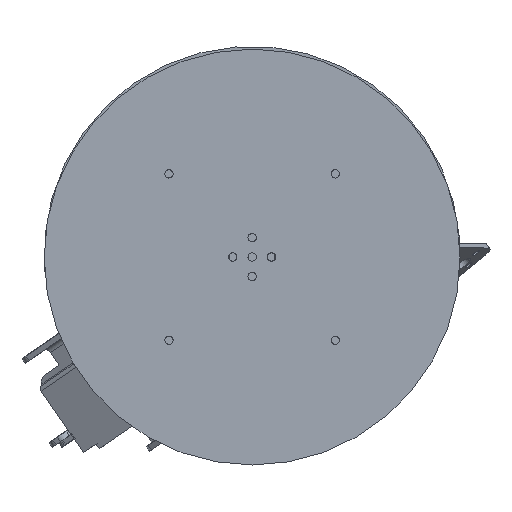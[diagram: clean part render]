
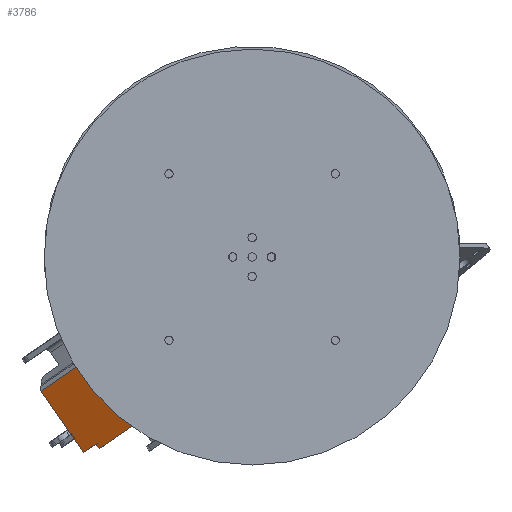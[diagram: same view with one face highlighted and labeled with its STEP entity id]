
A CAD part, front view. The second image highlights one B-rep face of the part: STEP entity #3786.
In plain terms, the highlighted face is planar.
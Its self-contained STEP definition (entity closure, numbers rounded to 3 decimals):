
#160 = VECTOR ( 'NONE', #3479, 1000. ) ;
#361 = VERTEX_POINT ( 'NONE', #14779 ) ;
#678 = VERTEX_POINT ( 'NONE', #12074 ) ;
#1073 = AXIS2_PLACEMENT_3D ( 'NONE', #11608, #19006, #2296 ) ;
#1352 = ORIENTED_EDGE ( 'NONE', *, *, #9485, .T. ) ;
#2035 = ORIENTED_EDGE ( 'NONE', *, *, #15596, .F. ) ;
#2117 = DIRECTION ( 'NONE',  ( 0., 0., -1. ) ) ;
#2224 = VERTEX_POINT ( 'NONE', #17697 ) ;
#2296 = DIRECTION ( 'NONE',  ( 0., 0., -1. ) ) ;
#2310 = VECTOR ( 'NONE', #10214, 1000. ) ;
#2384 = DIRECTION ( 'NONE',  ( 0., 0., -1. ) ) ;
#2990 = DIRECTION ( 'NONE',  ( 0., 1., 0. ) ) ;
#3479 = DIRECTION ( 'NONE',  ( 0., 0., -1. ) ) ;
#3786 = ADVANCED_FACE ( 'NONE', ( #4148 ), #3909, .T. ) ;
#3909 = PLANE ( 'NONE',  #1073 ) ;
#4148 = FACE_OUTER_BOUND ( 'NONE', #11812, .T. ) ;
#4487 = LINE ( 'NONE', #12055, #2310 ) ;
#4838 = CARTESIAN_POINT ( 'NONE',  ( 10., 29., 10.5 ) ) ;
#4889 = VERTEX_POINT ( 'NONE', #13883 ) ;
#4897 = VERTEX_POINT ( 'NONE', #21285 ) ;
#6008 = VECTOR ( 'NONE', #20062, 1000. ) ;
#7038 = CARTESIAN_POINT ( 'NONE',  ( 10., 31., 10.5 ) ) ;
#7624 = CARTESIAN_POINT ( 'NONE',  ( 10., 29., 10.5 ) ) ;
#8088 = ORIENTED_EDGE ( 'NONE', *, *, #16136, .T. ) ;
#8109 = VECTOR ( 'NONE', #2990, 1000. ) ;
#8820 = ORIENTED_EDGE ( 'NONE', *, *, #20187, .F. ) ;
#8869 = CARTESIAN_POINT ( 'NONE',  ( 10., 31., -14.5 ) ) ;
#9485 = EDGE_CURVE ( 'NONE', #678, #20877, #21508, .T. ) ;
#10214 = DIRECTION ( 'NONE',  ( 0., 0., 1. ) ) ;
#11108 = ORIENTED_EDGE ( 'NONE', *, *, #22712, .F. ) ;
#11417 = LINE ( 'NONE', #18825, #13084 ) ;
#11608 = CARTESIAN_POINT ( 'NONE',  ( 10., 0., 20.5 ) ) ;
#11812 = EDGE_LOOP ( 'NONE', ( #2035, #8088, #17462, #1352, #17625, #21624, #11108, #8820 ) ) ;
#12055 = CARTESIAN_POINT ( 'NONE',  ( 10., 2., 10.25 ) ) ;
#12074 = CARTESIAN_POINT ( 'NONE',  ( 10., 29., -14.5 ) ) ;
#12354 = VECTOR ( 'NONE', #2384, 1000. ) ;
#12874 = VECTOR ( 'NONE', #15352, 1000. ) ;
#13084 = VECTOR ( 'NONE', #2117, 1000. ) ;
#13624 = LINE ( 'NONE', #21037, #12354 ) ;
#13883 = CARTESIAN_POINT ( 'NONE',  ( 10., 29., 20.5 ) ) ;
#14119 = VECTOR ( 'NONE', #18219, 1000. ) ;
#14490 = CARTESIAN_POINT ( 'NONE',  ( 10., 0., 20.5 ) ) ;
#14779 = CARTESIAN_POINT ( 'NONE',  ( 10., 31., 10.5 ) ) ;
#15285 = VERTEX_POINT ( 'NONE', #20476 ) ;
#15352 = DIRECTION ( 'NONE',  ( 0., 1., 0. ) ) ;
#15596 = EDGE_CURVE ( 'NONE', #15285, #4897, #4487, .T. ) ;
#15921 = CARTESIAN_POINT ( 'NONE',  ( 10., 0., -20.5 ) ) ;
#16136 = EDGE_CURVE ( 'NONE', #15285, #2224, #21595, .T. ) ;
#17462 = ORIENTED_EDGE ( 'NONE', *, *, #23392, .F. ) ;
#17514 = EDGE_CURVE ( 'NONE', #21410, #361, #21629, .T. ) ;
#17625 = ORIENTED_EDGE ( 'NONE', *, *, #20124, .F. ) ;
#17697 = CARTESIAN_POINT ( 'NONE',  ( 10., 29., -20.5 ) ) ;
#18219 = DIRECTION ( 'NONE',  ( 0., 1., 0. ) ) ;
#18349 = LINE ( 'NONE', #7038, #160 ) ;
#18825 = CARTESIAN_POINT ( 'NONE',  ( 10., 29., -20.5 ) ) ;
#19006 = DIRECTION ( 'NONE',  ( 1., 0., 0. ) ) ;
#19933 = CARTESIAN_POINT ( 'NONE',  ( 10., 29., -14.5 ) ) ;
#20062 = DIRECTION ( 'NONE',  ( 0., 1., 0. ) ) ;
#20124 = EDGE_CURVE ( 'NONE', #361, #20877, #18349, .T. ) ;
#20187 = EDGE_CURVE ( 'NONE', #4897, #4889, #23587, .T. ) ;
#20476 = CARTESIAN_POINT ( 'NONE',  ( 10., 2., -20.5 ) ) ;
#20877 = VERTEX_POINT ( 'NONE', #8869 ) ;
#21037 = CARTESIAN_POINT ( 'NONE',  ( 10., 29., -20.5 ) ) ;
#21285 = CARTESIAN_POINT ( 'NONE',  ( 10., 2., 20.5 ) ) ;
#21410 = VERTEX_POINT ( 'NONE', #7624 ) ;
#21508 = LINE ( 'NONE', #19933, #8109 ) ;
#21595 = LINE ( 'NONE', #15921, #12874 ) ;
#21624 = ORIENTED_EDGE ( 'NONE', *, *, #17514, .F. ) ;
#21629 = LINE ( 'NONE', #4838, #14119 ) ;
#22712 = EDGE_CURVE ( 'NONE', #4889, #21410, #11417, .T. ) ;
#23392 = EDGE_CURVE ( 'NONE', #678, #2224, #13624, .T. ) ;
#23587 = LINE ( 'NONE', #14490, #6008 ) ;
